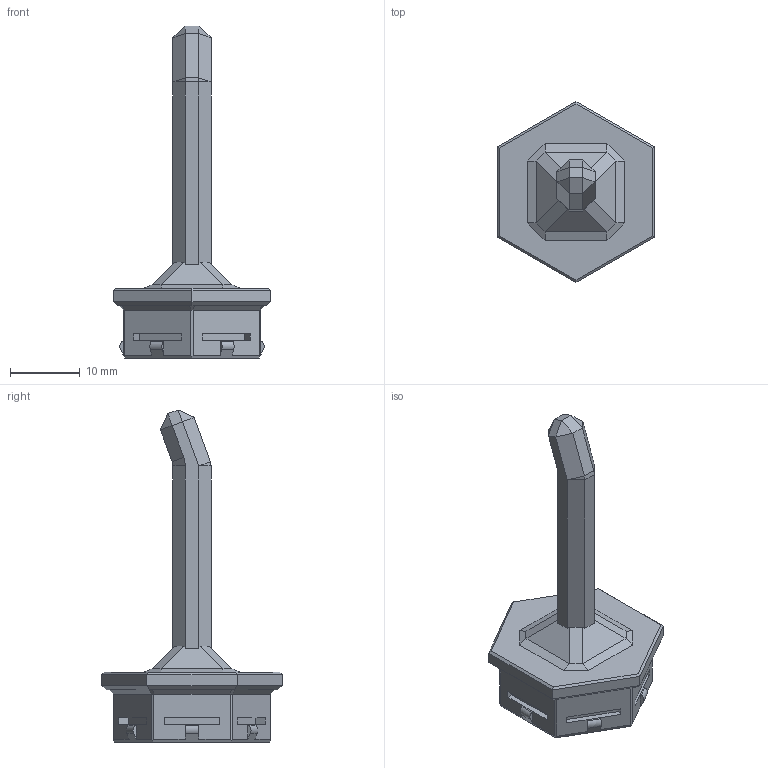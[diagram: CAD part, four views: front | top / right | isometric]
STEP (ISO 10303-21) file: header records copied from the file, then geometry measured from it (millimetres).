
FILE_DESCRIPTION(/* description */ ('STEP AP242','CAx-IF Rec.Pracs.---Representation and Presentation of Product Manufacturing Information (PMI)---4.0---2014-10-13','CAx-IF Rec.Pracs.---3D Tessellated Geometry---0.4---2014-09-14','2;1'),/* implementation_level */ '2;1');
FILE_NAME(/* name */ '65296e4a3e077a3ef3837040',/* time_stamp */ '2023-10-13T16:20:27Z',/* author */ (''),/* organization */ (''),/* preprocessor_version */ 'ST-DEVELOPER v19.4',/* originating_system */ ' ',/* authorisation */ ' ');
FILE_SCHEMA (('AP242_MANAGED_MODEL_BASED_3D_ENGINEERING_MIM_LF { 1 0 10303 442 1 1 4 }'));
Length unit declared in the file: metre
Products named in the file (1): hook
Bounding box: 22.5 x 25.98 x 47.73 mm (x, y, z)
Volume: 3193.1 mm3; surface area: 2857.7 mm2
Topology: 1 solids, 1 shells, 169 faces, 438 edges, 268 vertices
Faces by surface type: plane 163, cylinder 6
Entity records: 5014 total; most frequent: ORIENTED_EDGE 876, CARTESIAN_POINT 876, DIRECTION 790, EDGE_CURVE 438, LINE 426, VECTOR 426, VERTEX_POINT 268, AXIS2_PLACEMENT_3D 182
